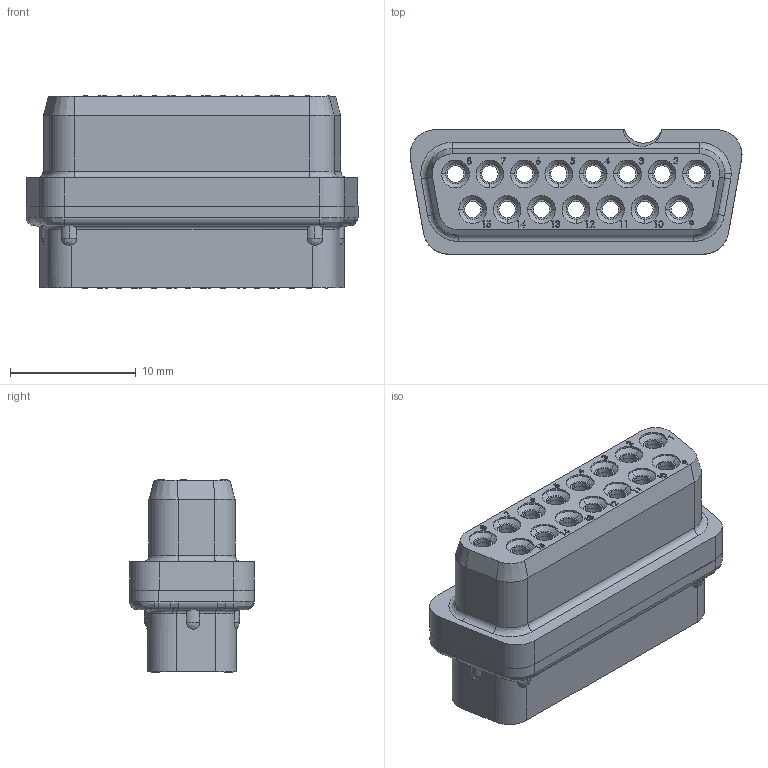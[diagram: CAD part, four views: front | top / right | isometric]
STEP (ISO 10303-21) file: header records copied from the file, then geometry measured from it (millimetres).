
FILE_DESCRIPTION (( 'STEP AP214' ), '1' );
FILE_NAME ('211-FS25-HV-V2-SX.step', '2025-03-10T15:01:41', ( '' ), ( '' ), 'SwSTEP 2.0', 'SolidWorks 2022', '' );
FILE_SCHEMA (( 'AUTOMOTIVE_DESIGN' ));
Length unit declared in the file: millimetre
Products named in the file (1): 211-FS25-HV-V2-SX
Bounding box: 26.45 x 9.91 x 15.34 mm (x, y, z)
Volume: 1927.8 mm3; surface area: 4064.5 mm2
Topology: 17 solids, 17 shells, 1829 faces, 5247 edges, 3495 vertices
Faces by surface type: plane 790, cylinder 471, bspline 465, cone 103
Entity records: 97023 total; most frequent: CARTESIAN_POINT 32102, ORIENTED_EDGE 10490, DIRECTION 7679, EDGE_CURVE 5245, VERTEX_POINT 3495, AXIS2_PLACEMENT_3D 2596, LINE 2487, VECTOR 2487
